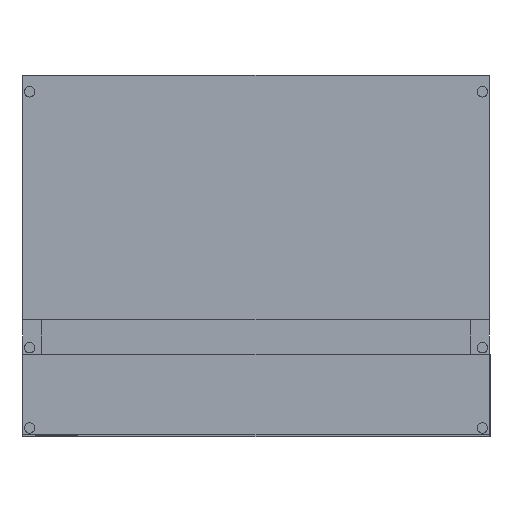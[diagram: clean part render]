
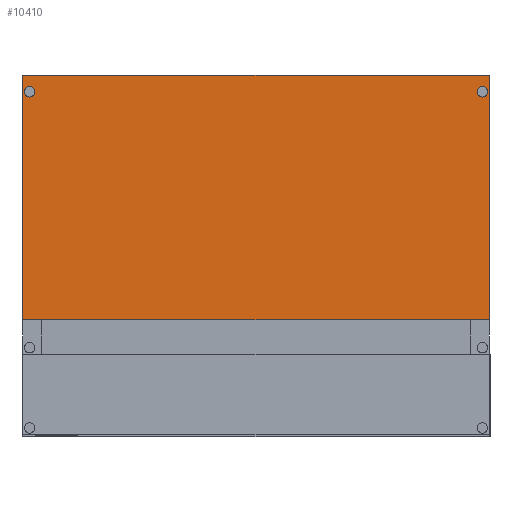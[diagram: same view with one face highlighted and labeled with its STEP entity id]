
A CAD part, front view. The second image highlights one B-rep face of the part: STEP entity #10410.
In plain terms, the highlighted planar face has unit normal (0, -1, 0).
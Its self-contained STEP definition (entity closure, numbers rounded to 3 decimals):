
#729 = EDGE_CURVE ( 'NONE', #7592, #7273, #10027, .T. ) ;
#796 = AXIS2_PLACEMENT_3D ( 'NONE', #1089, #2833, #8879 ) ;
#1011 = PLANE ( 'NONE',  #796 ) ;
#1089 = CARTESIAN_POINT ( 'NONE',  ( 0., 0., 0. ) ) ;
#2833 = DIRECTION ( 'NONE',  ( 0., -1., 0. ) ) ;
#3064 = DIRECTION ( 'NONE',  ( 1., 0., 0. ) ) ;
#3911 = LINE ( 'NONE', #5080, #6256 ) ;
#3920 = EDGE_CURVE ( 'NONE', #9419, #7592, #9455, .T. ) ;
#4377 = ORIENTED_EDGE ( 'NONE', *, *, #3920, .F. ) ;
#5037 = CARTESIAN_POINT ( 'NONE',  ( -557.5, 0., 292.5 ) ) ;
#5080 = CARTESIAN_POINT ( 'NONE',  ( -557.5, 0., 292.5 ) ) ;
#5467 = CARTESIAN_POINT ( 'NONE',  ( -557.5, 0., 292.5 ) ) ;
#5651 = VECTOR ( 'NONE', #6509, 1000. ) ;
#5836 = VECTOR ( 'NONE', #12887, 1000. ) ;
#6256 = VECTOR ( 'NONE', #3064, 1000. ) ;
#6330 = VERTEX_POINT ( 'NONE', #11379 ) ;
#6509 = DIRECTION ( 'NONE',  ( 0., 0., 1. ) ) ;
#7273 = VERTEX_POINT ( 'NONE', #5037 ) ;
#7417 = ORIENTED_EDGE ( 'NONE', *, *, #729, .F. ) ;
#7437 = CARTESIAN_POINT ( 'NONE',  ( -557.5, 0., -292.5 ) ) ;
#7592 = VERTEX_POINT ( 'NONE', #7437 ) ;
#7912 = CARTESIAN_POINT ( 'NONE',  ( -557.5, 0., -292.5 ) ) ;
#8879 = DIRECTION ( 'NONE',  ( 0., 0., -1. ) ) ;
#9115 = FACE_OUTER_BOUND ( 'NONE', #12290, .T. ) ;
#9419 = VERTEX_POINT ( 'NONE', #10669 ) ;
#9455 = LINE ( 'NONE', #7912, #5836 ) ;
#9847 = ORIENTED_EDGE ( 'NONE', *, *, #11632, .F. ) ;
#9994 = VECTOR ( 'NONE', #12282, 1000. ) ;
#10027 = LINE ( 'NONE', #5467, #5651 ) ;
#10217 = CARTESIAN_POINT ( 'NONE',  ( 557.5, 0., 292.5 ) ) ;
#10410 = ADVANCED_FACE ( 'NONE', ( #9115 ), #1011, .T. ) ;
#10669 = CARTESIAN_POINT ( 'NONE',  ( 557.5, 0., -292.5 ) ) ;
#10931 = EDGE_CURVE ( 'NONE', #7273, #6330, #3911, .T. ) ;
#11379 = CARTESIAN_POINT ( 'NONE',  ( 557.5, 0., 292.5 ) ) ;
#11632 = EDGE_CURVE ( 'NONE', #6330, #9419, #12351, .T. ) ;
#12282 = DIRECTION ( 'NONE',  ( 0., 0., -1. ) ) ;
#12290 = EDGE_LOOP ( 'NONE', ( #9847, #12595, #7417, #4377 ) ) ;
#12351 = LINE ( 'NONE', #10217, #9994 ) ;
#12595 = ORIENTED_EDGE ( 'NONE', *, *, #10931, .F. ) ;
#12887 = DIRECTION ( 'NONE',  ( -1., 0., 0. ) ) ;
